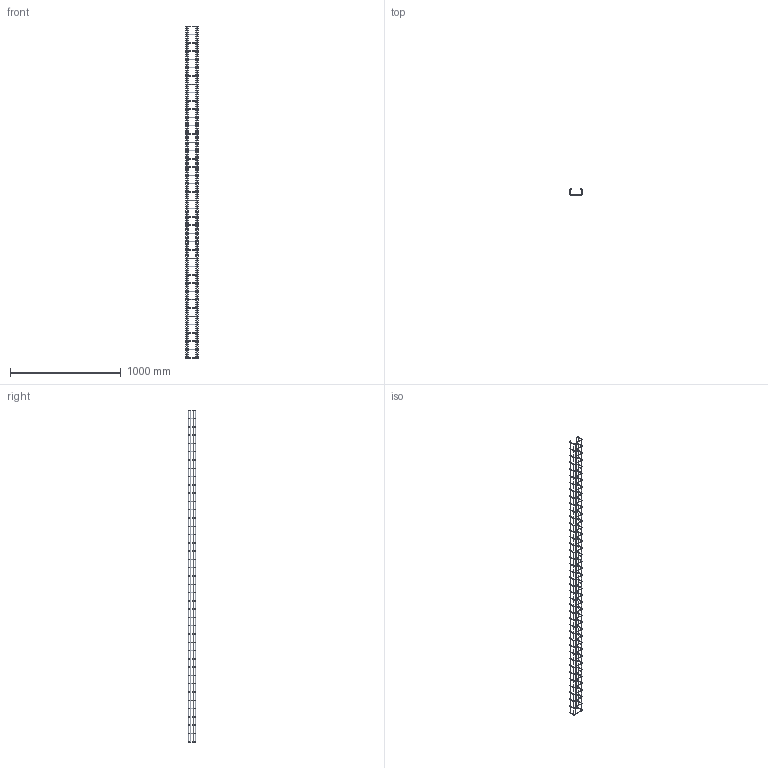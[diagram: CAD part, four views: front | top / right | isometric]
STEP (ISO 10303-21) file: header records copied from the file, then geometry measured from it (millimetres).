
FILE_DESCRIPTION (( 'STEP AP214' ), '1' );
FILE_NAME ('6016235.stp', '2023-05-16T07:28:53', ( '' ), ( '' ), 'SwSTEP 2.0', 'SolidWorks 2022', '' );
FILE_SCHEMA (( 'AUTOMOTIVE_DESIGN' ));
Length unit declared in the file: millimetre
Products named in the file (1): 6016235
Bounding box: 116.6 x 66.6 x 3004.4 mm (x, y, z)
Volume: 509090.4 mm3; surface area: 460543.3 mm2
Topology: 1 solids, 1 shells, 475 faces, 1747 edges, 1124 vertices
Faces by surface type: cylinder 213, torus 164, plane 98
Full cylindrical faces by diameter (mm): 4.4 x213
Entity records: 28044 total; most frequent: CARTESIAN_POINT 17892, DIRECTION 1640, EDGE_LOOP 1508, ORIENTED_EDGE 1508, FACE_OUTER_BOUND 852, AXIS2_PLACEMENT_3D 820, EDGE_CURVE 754, VERTEX_POINT 754
